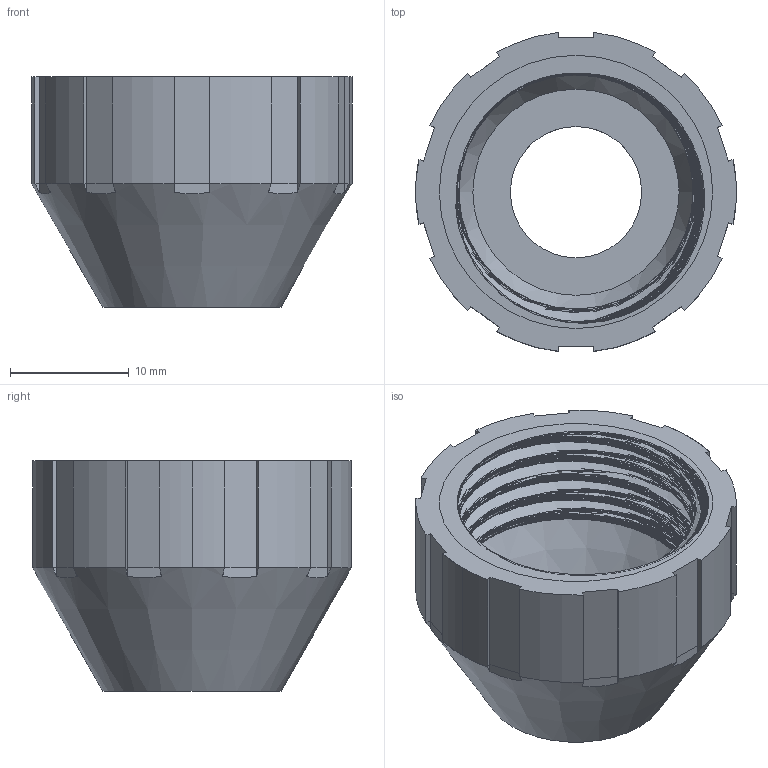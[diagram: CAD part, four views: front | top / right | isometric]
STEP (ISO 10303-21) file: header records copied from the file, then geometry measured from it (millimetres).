
FILE_DESCRIPTION(('FreeCAD Model'),'2;1');
FILE_NAME('Open CASCADE Shape Model','2024-09-06T20:55:35',(''),(''), 'Open CASCADE STEP processor 7.6','FreeCAD','Unknown');
FILE_SCHEMA(('AUTOMOTIVE_DESIGN { 1 0 10303 214 1 1 1 1 }'));
Length unit declared in the file: millimetre
Products named in the file (3): Housing_F; Body_Female_Thread; Body_Female
Assembly tree (2 placements, depth 2):
  Housing_F
    Body_Female_Thread
    Body_Female
Bounding box: 27 x 26.83 x 19.39 mm (x, y, z)
Volume: 4708 mm3; surface area: 5442.8 mm2
Topology: 2 solids, 2 shells, 101 faces, 277 edges, 181 vertices
Faces by surface type: plane 65, cylinder 24, bspline 7, cone 3, torus 2
Full cylindrical faces by diameter (mm): 11.041 x1, 23 x1
Entity records: 14964 total; most frequent: CARTESIAN_POINT 12304, ORIENTED_EDGE 554, DIRECTION 537, EDGE_CURVE 277, VERTEX_POINT 181, AXIS2_PLACEMENT_3D 180, LINE 177, VECTOR 177
